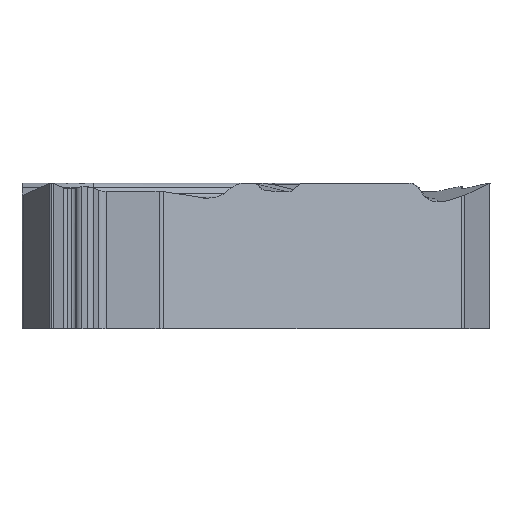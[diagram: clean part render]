
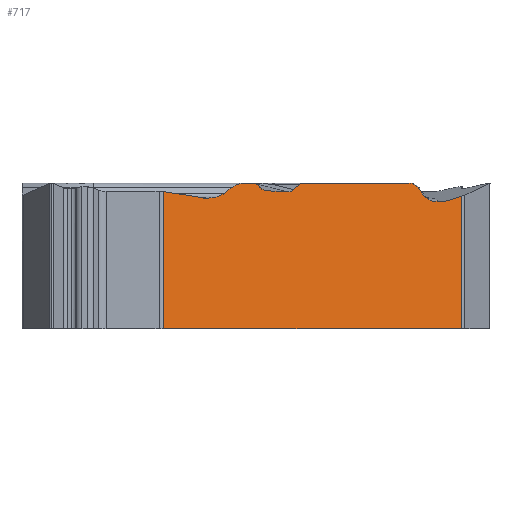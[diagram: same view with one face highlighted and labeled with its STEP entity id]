
A CAD part, front view. The second image highlights one B-rep face of the part: STEP entity #717.
In plain terms, the highlighted planar face has unit normal (0.5, -0.866, 0).
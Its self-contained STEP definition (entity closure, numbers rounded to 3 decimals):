
#66=PLANE('',#2455);
#125=FACE_OUTER_BOUND('',#911,.T.);
#249=ELLIPSE('',#2448,0.338,0.32);
#250=ELLIPSE('',#2449,0.392,0.32);
#251=ELLIPSE('',#2450,0.377,0.32);
#252=ELLIPSE('',#2451,0.167,0.15);
#253=ELLIPSE('',#2452,0.15,0.15);
#254=ELLIPSE('',#2453,0.64,0.32);
#255=ELLIPSE('',#2454,0.64,0.32);
#347=LINE('',#4045,#548);
#348=LINE('',#4048,#549);
#349=LINE('',#4050,#550);
#350=LINE('',#4054,#551);
#351=LINE('',#4058,#552);
#352=LINE('',#4062,#553);
#353=LINE('',#4066,#554);
#354=LINE('',#4079,#555);
#355=LINE('',#4095,#556);
#356=LINE('',#4099,#557);
#357=LINE('',#4103,#558);
#358=LINE('',#4107,#559);
#359=LINE('',#4109,#560);
#548=VECTOR('',#2796,1.);
#549=VECTOR('',#2797,1.);
#550=VECTOR('',#2798,1.);
#551=VECTOR('',#2801,1.);
#552=VECTOR('',#2804,1.);
#553=VECTOR('',#2807,1.);
#554=VECTOR('',#2810,1.);
#555=VECTOR('',#2811,1.);
#556=VECTOR('',#2812,1.);
#557=VECTOR('',#2815,1.);
#558=VECTOR('',#2818,1.);
#559=VECTOR('',#2821,1.);
#560=VECTOR('',#2822,1.);
#717=ADVANCED_FACE('',(#125),#66,.F.);
#911=EDGE_LOOP('',(#1136,#1137,#1138,#1139,#1140,#1141,#1142,#1143,#1144,
#1145,#1146,#1147,#1148,#1149,#1150,#1151,#1152,#1153,#1154,#1155,#1156,
#1157));
#1136=ORIENTED_EDGE('',*,*,#2030,.F.);
#1137=ORIENTED_EDGE('',*,*,#2031,.T.);
#1138=ORIENTED_EDGE('',*,*,#2032,.T.);
#1139=ORIENTED_EDGE('',*,*,#2033,.T.);
#1140=ORIENTED_EDGE('',*,*,#2034,.F.);
#1141=ORIENTED_EDGE('',*,*,#2035,.T.);
#1142=ORIENTED_EDGE('',*,*,#2036,.T.);
#1143=ORIENTED_EDGE('',*,*,#2037,.F.);
#1144=ORIENTED_EDGE('',*,*,#2038,.F.);
#1145=ORIENTED_EDGE('',*,*,#2039,.F.);
#1146=ORIENTED_EDGE('',*,*,#2040,.T.);
#1147=ORIENTED_EDGE('',*,*,#2041,.T.);
#1148=ORIENTED_EDGE('',*,*,#2042,.T.);
#1149=ORIENTED_EDGE('',*,*,#2043,.T.);
#1150=ORIENTED_EDGE('',*,*,#2044,.T.);
#1151=ORIENTED_EDGE('',*,*,#2045,.F.);
#1152=ORIENTED_EDGE('',*,*,#2046,.F.);
#1153=ORIENTED_EDGE('',*,*,#2047,.F.);
#1154=ORIENTED_EDGE('',*,*,#2048,.F.);
#1155=ORIENTED_EDGE('',*,*,#2049,.T.);
#1156=ORIENTED_EDGE('',*,*,#2050,.T.);
#1157=ORIENTED_EDGE('',*,*,#2051,.T.);
#1788=VERTEX_POINT('',#4046);
#1789=VERTEX_POINT('',#4047);
#1790=VERTEX_POINT('',#4049);
#1791=VERTEX_POINT('',#4051);
#1792=VERTEX_POINT('',#4053);
#1793=VERTEX_POINT('',#4055);
#1794=VERTEX_POINT('',#4057);
#1795=VERTEX_POINT('',#4059);
#1796=VERTEX_POINT('',#4061);
#1797=VERTEX_POINT('',#4063);
#1798=VERTEX_POINT('',#4065);
#1799=VERTEX_POINT('',#4067);
#1800=VERTEX_POINT('',#4078);
#1801=VERTEX_POINT('',#4080);
#1802=VERTEX_POINT('',#4094);
#1803=VERTEX_POINT('',#4096);
#1804=VERTEX_POINT('',#4098);
#1805=VERTEX_POINT('',#4100);
#1806=VERTEX_POINT('',#4102);
#1807=VERTEX_POINT('',#4104);
#1808=VERTEX_POINT('',#4106);
#1809=VERTEX_POINT('',#4108);
#2030=EDGE_CURVE('',#1788,#1789,#347,.T.);
#2031=EDGE_CURVE('',#1788,#1790,#348,.T.);
#2032=EDGE_CURVE('',#1790,#1791,#349,.T.);
#2033=EDGE_CURVE('',#1791,#1792,#249,.T.);
#2034=EDGE_CURVE('',#1793,#1792,#350,.T.);
#2035=EDGE_CURVE('',#1793,#1794,#250,.T.);
#2036=EDGE_CURVE('',#1794,#1795,#351,.T.);
#2037=EDGE_CURVE('',#1796,#1795,#251,.T.);
#2038=EDGE_CURVE('',#1797,#1796,#352,.T.);
#2039=EDGE_CURVE('',#1798,#1797,#252,.T.);
#2040=EDGE_CURVE('',#1798,#1799,#353,.T.);
#2041=EDGE_CURVE('',#1799,#1800,#2349,.T.);
#2042=EDGE_CURVE('',#1800,#1801,#354,.T.);
#2043=EDGE_CURVE('',#1801,#1802,#2350,.T.);
#2044=EDGE_CURVE('',#1802,#1803,#355,.T.);
#2045=EDGE_CURVE('',#1804,#1803,#253,.T.);
#2046=EDGE_CURVE('',#1805,#1804,#356,.T.);
#2047=EDGE_CURVE('',#1806,#1805,#254,.T.);
#2048=EDGE_CURVE('',#1807,#1806,#357,.T.);
#2049=EDGE_CURVE('',#1807,#1808,#255,.T.);
#2050=EDGE_CURVE('',#1808,#1809,#358,.T.);
#2051=EDGE_CURVE('',#1809,#1789,#359,.T.);
#2349=B_SPLINE_CURVE_WITH_KNOTS('',3,(#4068,#4069,#4070,#4071,#4072,#4073,
#4074,#4075,#4076,#4077),.UNSPECIFIED.,.F.,.F.,(4,3,3,4),(0.,0.474,
0.706,1.),.UNSPECIFIED.);
#2350=B_SPLINE_CURVE_WITH_KNOTS('',3,(#4081,#4082,#4083,#4084,#4085,#4086,
#4087,#4088,#4089,#4090,#4091,#4092,#4093),.UNSPECIFIED.,.F.,.F.,(4,3,3,
3,4),(0.,0.25,0.499,0.746,1.),
 .UNSPECIFIED.);
#2448=AXIS2_PLACEMENT_3D('',#4052,#2799,#2800);
#2449=AXIS2_PLACEMENT_3D('',#4056,#2802,#2803);
#2450=AXIS2_PLACEMENT_3D('',#4060,#2805,#2806);
#2451=AXIS2_PLACEMENT_3D('',#4064,#2808,#2809);
#2452=AXIS2_PLACEMENT_3D('',#4097,#2813,#2814);
#2453=AXIS2_PLACEMENT_3D('',#4101,#2816,#2817);
#2454=AXIS2_PLACEMENT_3D('',#4105,#2819,#2820);
#2455=AXIS2_PLACEMENT_3D('',#4110,#2823,#2824);
#2796=DIRECTION('',(-0.866,-0.5,0.));
#2797=DIRECTION('',(0.,0.,1.));
#2798=DIRECTION('',(-0.837,-0.483,-0.259));
#2799=DIRECTION('',(-0.5,0.866,0.));
#2800=DIRECTION('',(-0.837,-0.483,-0.259));
#2801=DIRECTION('',(0.866,0.5,0.));
#2802=DIRECTION('',(-0.5,0.866,0.));
#2803=DIRECTION('',(-0.859,-0.496,0.124));
#2804=DIRECTION('',(-0.563,-0.325,0.759));
#2805=DIRECTION('',(-0.5,0.866,0.));
#2806=DIRECTION('',(-0.866,-0.5,0.));
#2807=DIRECTION('',(0.866,0.5,0.));
#2808=DIRECTION('',(-0.5,0.866,0.));
#2809=DIRECTION('',(-0.866,-0.5,0.));
#2810=DIRECTION('',(-0.687,-0.397,-0.608));
#2811=DIRECTION('',(-0.865,-0.499,0.049));
#2812=DIRECTION('',(-0.656,-0.378,0.653));
#2813=DIRECTION('',(-0.5,0.866,0.));
#2814=DIRECTION('',(0.866,0.5,0.));
#2815=DIRECTION('',(0.866,0.5,0.));
#2816=DIRECTION('',(-0.5,0.866,0.));
#2817=DIRECTION('',(-0.866,-0.5,0.));
#2818=DIRECTION('',(0.713,0.412,0.567));
#2819=DIRECTION('',(-0.5,0.866,0.));
#2820=DIRECTION('',(0.866,0.5,0.));
#2821=DIRECTION('',(-0.858,-0.496,0.133));
#2822=DIRECTION('',(0.,0.,-1.));
#2823=DIRECTION('',(-0.5,0.866,0.));
#2824=DIRECTION('',(-0.866,-0.5,0.));
#4045=CARTESIAN_POINT('',(8.733,-0.457,-3.97));
#4046=CARTESIAN_POINT('',(7.188,-1.349,-3.97));
#4047=CARTESIAN_POINT('',(-0.91,-6.025,-3.97));
#4048=CARTESIAN_POINT('',(7.188,-1.349,0.));
#4049=CARTESIAN_POINT('',(7.188,-1.349,-0.362));
#4050=CARTESIAN_POINT('',(-3.145,-7.315,-3.559));
#4051=CARTESIAN_POINT('',(6.78,-1.585,-0.488));
#4052=CARTESIAN_POINT('',(6.708,-1.626,-0.179));
#4053=CARTESIAN_POINT('',(6.7,-1.631,-0.5));
#4054=CARTESIAN_POINT('',(-3.971,-7.792,-0.5));
#4055=CARTESIAN_POINT('',(6.467,-1.766,-0.5));
#4056=CARTESIAN_POINT('',(6.45,-1.775,-0.179));
#4057=CARTESIAN_POINT('',(6.177,-1.933,-0.355));
#4058=CARTESIAN_POINT('',(1.729,-4.501,5.639));
#4059=CARTESIAN_POINT('',(6.011,-2.029,-0.132));
#4060=CARTESIAN_POINT('',(5.747,-2.181,-0.32));
#4061=CARTESIAN_POINT('',(5.747,-2.181,0.));
#4062=CARTESIAN_POINT('',(-3.971,-7.792,0.));
#4063=CARTESIAN_POINT('',(2.884,-3.834,0.));
#4064=CARTESIAN_POINT('',(2.884,-3.834,-0.15));
#4065=CARTESIAN_POINT('',(2.79,-3.888,-0.036));
#4066=CARTESIAN_POINT('',(-1.455,-6.34,-3.792));
#4067=CARTESIAN_POINT('',(2.626,-3.983,-0.181));
#4068=CARTESIAN_POINT('',(2.626,-3.983,-0.181));
#4069=CARTESIAN_POINT('',(2.603,-3.996,-0.201));
#4070=CARTESIAN_POINT('',(2.577,-4.011,-0.217));
#4071=CARTESIAN_POINT('',(2.55,-4.027,-0.227));
#4072=CARTESIAN_POINT('',(2.536,-4.035,-0.232));
#4073=CARTESIAN_POINT('',(2.522,-4.043,-0.236));
#4074=CARTESIAN_POINT('',(2.508,-4.051,-0.238));
#4075=CARTESIAN_POINT('',(2.49,-4.061,-0.242));
#4076=CARTESIAN_POINT('',(2.472,-4.072,-0.243));
#4077=CARTESIAN_POINT('',(2.454,-4.082,-0.242));
#4078=CARTESIAN_POINT('',(2.454,-4.082,-0.242));
#4079=CARTESIAN_POINT('',(8.709,-0.471,-0.593));
#4080=CARTESIAN_POINT('',(1.894,-4.406,-0.21));
#4081=CARTESIAN_POINT('',(1.894,-4.406,-0.21));
#4082=CARTESIAN_POINT('',(1.878,-4.415,-0.209));
#4083=CARTESIAN_POINT('',(1.863,-4.424,-0.207));
#4084=CARTESIAN_POINT('',(1.847,-4.433,-0.203));
#4085=CARTESIAN_POINT('',(1.832,-4.442,-0.199));
#4086=CARTESIAN_POINT('',(1.817,-4.45,-0.194));
#4087=CARTESIAN_POINT('',(1.802,-4.459,-0.187));
#4088=CARTESIAN_POINT('',(1.788,-4.467,-0.18));
#4089=CARTESIAN_POINT('',(1.774,-4.475,-0.172));
#4090=CARTESIAN_POINT('',(1.761,-4.483,-0.163));
#4091=CARTESIAN_POINT('',(1.747,-4.491,-0.153));
#4092=CARTESIAN_POINT('',(1.734,-4.498,-0.142));
#4093=CARTESIAN_POINT('',(1.722,-4.505,-0.13));
#4094=CARTESIAN_POINT('',(1.722,-4.505,-0.13));
#4095=CARTESIAN_POINT('',(5.684,-2.218,-4.079));
#4096=CARTESIAN_POINT('',(1.628,-4.559,-0.036));
#4097=CARTESIAN_POINT('',(1.543,-4.608,-0.15));
#4098=CARTESIAN_POINT('',(1.543,-4.608,0.));
#4099=CARTESIAN_POINT('',(8.733,-0.457,0.));
#4100=CARTESIAN_POINT('',(1.374,-4.706,0.));
#4101=CARTESIAN_POINT('',(1.374,-4.706,-0.32));
#4102=CARTESIAN_POINT('',(0.926,-4.965,-0.132));
#4103=CARTESIAN_POINT('',(6.277,-1.875,4.121));
#4104=CARTESIAN_POINT('',(0.742,-5.071,-0.278));
#4105=CARTESIAN_POINT('',(0.294,-5.33,-0.089));
#4106=CARTESIAN_POINT('',(0.15,-5.412,-0.399));
#4107=CARTESIAN_POINT('',(8.537,-0.571,-1.696));
#4108=CARTESIAN_POINT('',(-0.91,-6.025,-0.235));
#4109=CARTESIAN_POINT('',(-0.91,-6.025,0.));
#4110=CARTESIAN_POINT('',(8.733,-0.457,0.));
